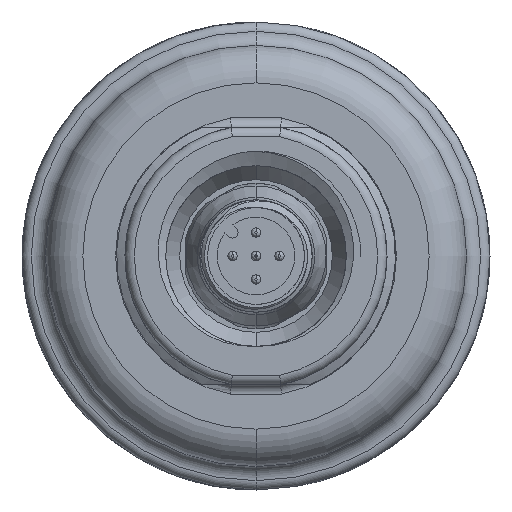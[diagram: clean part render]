
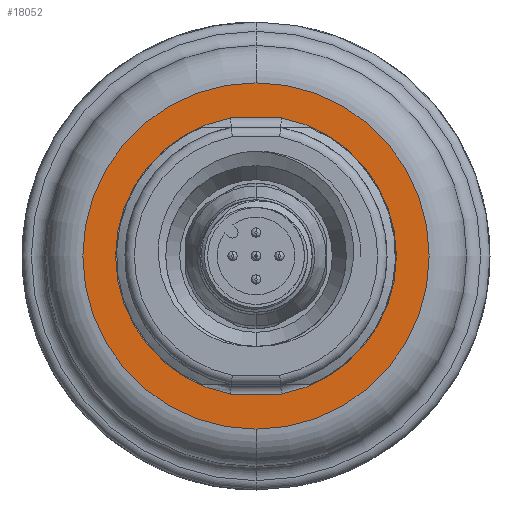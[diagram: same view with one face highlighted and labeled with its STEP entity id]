
A CAD part, front view. The second image highlights one B-rep face of the part: STEP entity #18052.
In plain terms, the highlighted planar face has unit normal (0, -1, 0).
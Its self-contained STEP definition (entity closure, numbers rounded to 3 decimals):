
#2133=CARTESIAN_POINT('',(0.,-3.,0.));
#2134=DIRECTION('',(0.,-1.,0.));
#2135=DIRECTION('',(0.,0.,-1.));
#2136=AXIS2_PLACEMENT_3D('',#2133,#2134,#2135);
#2138=CARTESIAN_POINT('',(0.,-3.,0.));
#2139=DIRECTION('',(0.,-1.,0.));
#2140=DIRECTION('',(0.,0.,1.));
#2141=AXIS2_PLACEMENT_3D('',#2138,#2139,#2140);
#2143=CARTESIAN_POINT('',(0.,-3.,0.));
#2144=DIRECTION('',(0.,-1.,0.));
#2145=DIRECTION('',(-0.182,0.,0.983));
#2146=AXIS2_PLACEMENT_3D('',#2143,#2144,#2145);
#2148=DIRECTION('',(1.,0.,0.));
#2149=VECTOR('',#2148,5.454);
#2150=CARTESIAN_POINT('',(-2.727,-3.,-14.75));
#2151=LINE('',#2150,#2149);
#2152=CARTESIAN_POINT('',(0.,-3.,0.));
#2153=DIRECTION('',(0.,-1.,0.));
#2154=DIRECTION('',(0.182,0.,-0.983));
#2155=AXIS2_PLACEMENT_3D('',#2152,#2153,#2154);
#2157=DIRECTION('',(-1.,0.,0.));
#2158=VECTOR('',#2157,5.454);
#2159=CARTESIAN_POINT('',(2.727,-3.,14.75));
#2160=LINE('',#2159,#2158);
#15014=CARTESIAN_POINT('',(-2.727,-3.,14.75));
#15015=CARTESIAN_POINT('',(-2.727,-3.,-14.75));
#15016=VERTEX_POINT('',#15014);
#15017=VERTEX_POINT('',#15015);
#15022=CARTESIAN_POINT('',(2.727,-3.,-14.75));
#15023=CARTESIAN_POINT('',(2.727,-3.,14.75));
#15024=VERTEX_POINT('',#15022);
#15025=VERTEX_POINT('',#15023);
#15274=CARTESIAN_POINT('',(0.,-3.,-18.5));
#15275=CARTESIAN_POINT('',(0.,-3.,18.5));
#15276=VERTEX_POINT('',#15274);
#15277=VERTEX_POINT('',#15275);
#18032=CARTESIAN_POINT('',(0.,-3.,0.));
#18033=DIRECTION('',(0.,-1.,0.));
#18034=DIRECTION('',(0.,0.,1.));
#18035=AXIS2_PLACEMENT_3D('',#18032,#18033,#18034);
#18036=PLANE('',#18035);
#18038=ORIENTED_EDGE('',*,*,#18037,.F.);
#18040=ORIENTED_EDGE('',*,*,#18039,.F.);
#18041=EDGE_LOOP('',(#18038,#18040));
#18042=FACE_OUTER_BOUND('',#18041,.F.);
#18043=ORIENTED_EDGE('',*,*,#18022,.T.);
#18045=ORIENTED_EDGE('',*,*,#18044,.T.);
#18047=ORIENTED_EDGE('',*,*,#18046,.T.);
#18049=ORIENTED_EDGE('',*,*,#18048,.T.);
#18050=EDGE_LOOP('',(#18043,#18045,#18047,#18049));
#18051=FACE_BOUND('',#18050,.F.);
#18052=ADVANCED_FACE('',(#18042,#18051),#18036,.T.);
#2137=CIRCLE('',#2136,18.5);
#2142=CIRCLE('',#2141,18.5);
#2147=CIRCLE('',#2146,15.);
#2156=CIRCLE('',#2155,15.);
#18022=EDGE_CURVE('',#15016,#15017,#2147,.T.);
#18037=EDGE_CURVE('',#15276,#15277,#2137,.T.);
#18039=EDGE_CURVE('',#15277,#15276,#2142,.T.);
#18044=EDGE_CURVE('',#15017,#15024,#2151,.T.);
#18046=EDGE_CURVE('',#15024,#15025,#2156,.T.);
#18048=EDGE_CURVE('',#15025,#15016,#2160,.T.);
